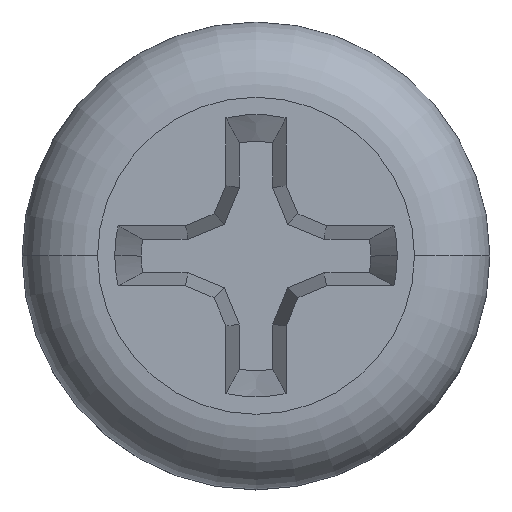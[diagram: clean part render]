
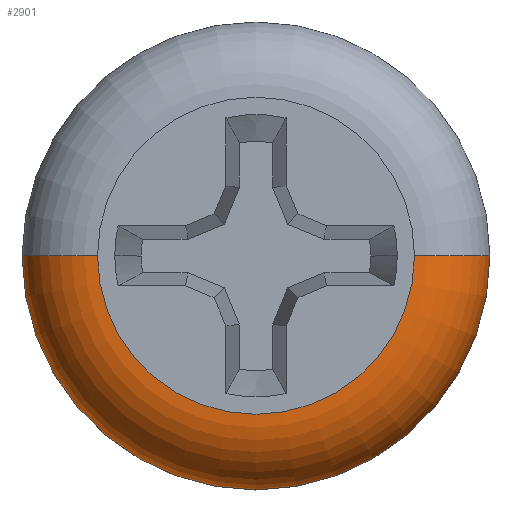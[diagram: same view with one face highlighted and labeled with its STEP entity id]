
A CAD part, top view. The second image highlights one B-rep face of the part: STEP entity #2901.
In plain terms, the highlighted toroidal (fillet/blend) face has major radius 0.998 mm and minor radius 0.475 mm.
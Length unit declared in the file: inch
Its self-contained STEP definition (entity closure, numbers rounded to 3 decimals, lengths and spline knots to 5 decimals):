
#162 = ORIENTED_EDGE ( 'NONE', *, *, #1467, .T. ) ;
#260 = VERTEX_POINT ( 'NONE', #2474 ) ;
#330 = AXIS2_PLACEMENT_3D ( 'NONE', #3165, #3116, #1539 ) ;
#390 = FACE_OUTER_BOUND ( 'NONE', #3390, .T. ) ;
#415 = DIRECTION ( 'NONE',  ( 0., 0., 1. ) ) ;
#608 = DIRECTION ( 'NONE',  ( 0., 0., -1. ) ) ;
#649 = AXIS2_PLACEMENT_3D ( 'NONE', #2025, #415, #1696 ) ;
#937 = CARTESIAN_POINT ( 'NONE',  ( 0.058, 0., 0.09705 ) ) ;
#942 = EDGE_CURVE ( 'NONE', #260, #3279, #3909, .T. ) ;
#1017 = VERTEX_POINT ( 'NONE', #937 ) ;
#1083 = DIRECTION ( 'NONE',  ( 1., 0., 0. ) ) ;
#1165 = DIRECTION ( 'NONE',  ( 0., 0., 1. ) ) ;
#1467 = EDGE_CURVE ( 'NONE', #260, #1017, #2406, .T. ) ;
#1539 = DIRECTION ( 'NONE',  ( -1., 0., 0. ) ) ;
#1553 = EDGE_CURVE ( 'NONE', #3279, #1677, #3604, .T. ) ;
#1561 = CARTESIAN_POINT ( 'NONE',  ( 0.0393, 0., 0.09705 ) ) ;
#1619 = AXIS2_PLACEMENT_3D ( 'NONE', #2155, #1165, #2428 ) ;
#1677 = VERTEX_POINT ( 'NONE', #3112 ) ;
#1696 = DIRECTION ( 'NONE',  ( 1., 0., 0. ) ) ;
#2025 = CARTESIAN_POINT ( 'NONE',  ( 0., 0., 0.09705 ) ) ;
#2120 = AXIS2_PLACEMENT_3D ( 'NONE', #1561, #3479, #608 ) ;
#2155 = CARTESIAN_POINT ( 'NONE',  ( 0., 0., 0.11575 ) ) ;
#2406 = CIRCLE ( 'NONE', #3043, 0.058 ) ;
#2424 = TOROIDAL_SURFACE ( 'NONE', #649, 0.0393, 0.0187 ) ;
#2428 = DIRECTION ( 'NONE',  ( 1., 0., 0. ) ) ;
#2474 = CARTESIAN_POINT ( 'NONE',  ( -0.058, 0., 0.09705 ) ) ;
#2738 = ORIENTED_EDGE ( 'NONE', *, *, #1553, .F. ) ;
#2901 = ADVANCED_FACE ( 'NONE', ( #390 ), #2424, .T. ) ;
#3010 = CIRCLE ( 'NONE', #2120, 0.0187 ) ;
#3015 = CARTESIAN_POINT ( 'NONE',  ( 0., 0., 0.09705 ) ) ;
#3043 = AXIS2_PLACEMENT_3D ( 'NONE', #3015, #3957, #1083 ) ;
#3112 = CARTESIAN_POINT ( 'NONE',  ( 0.0393, 0., 0.11575 ) ) ;
#3116 = DIRECTION ( 'NONE',  ( 0., 1., 0. ) ) ;
#3165 = CARTESIAN_POINT ( 'NONE',  ( -0.0393, 0., 0.09705 ) ) ;
#3279 = VERTEX_POINT ( 'NONE', #3736 ) ;
#3390 = EDGE_LOOP ( 'NONE', ( #3458, #162, #3416, #2738 ) ) ;
#3416 = ORIENTED_EDGE ( 'NONE', *, *, #3437, .T. ) ;
#3437 = EDGE_CURVE ( 'NONE', #1017, #1677, #3010, .T. ) ;
#3458 = ORIENTED_EDGE ( 'NONE', *, *, #942, .F. ) ;
#3479 = DIRECTION ( 'NONE',  ( 0., -1., 0. ) ) ;
#3604 = CIRCLE ( 'NONE', #1619, 0.0393 ) ;
#3736 = CARTESIAN_POINT ( 'NONE',  ( -0.0393, 0., 0.11575 ) ) ;
#3909 = CIRCLE ( 'NONE', #330, 0.0187 ) ;
#3957 = DIRECTION ( 'NONE',  ( 0., 0., 1. ) ) ;
